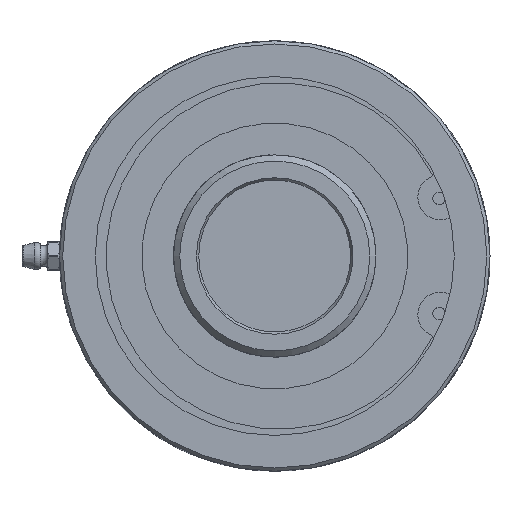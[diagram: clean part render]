
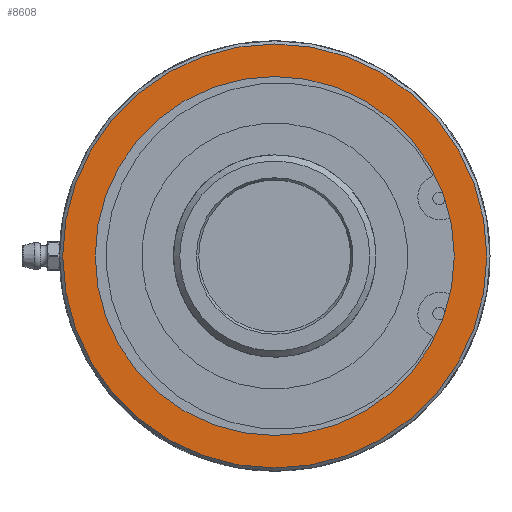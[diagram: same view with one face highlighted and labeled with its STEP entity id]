
A CAD part, left-side view. The second image highlights one B-rep face of the part: STEP entity #8608.
In plain terms, the highlighted planar face has unit normal (-1, 0, 0).
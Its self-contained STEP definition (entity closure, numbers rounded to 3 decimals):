
#395=PLANE('',#9333);
#505=FACE_BOUND('',#1681,.T.);
#1164=FACE_OUTER_BOUND('',#1680,.T.);
#1680=EDGE_LOOP('',(#6444));
#1681=EDGE_LOOP('',(#6445,#6446));
#2260=CIRCLE('',#9312,45.035);
#2261=CIRCLE('',#9313,45.035);
#2273=CIRCLE('',#9334,53.2);
#3696=VERTEX_POINT('',#17561);
#3697=VERTEX_POINT('',#17563);
#3708=VERTEX_POINT('',#17767);
#4716=EDGE_CURVE('',#3697,#3696,#2260,.T.);
#4717=EDGE_CURVE('',#3696,#3697,#2261,.T.);
#4737=EDGE_CURVE('',#3708,#3708,#2273,.T.);
#6444=ORIENTED_EDGE('',*,*,#4737,.F.);
#6445=ORIENTED_EDGE('',*,*,#4716,.T.);
#6446=ORIENTED_EDGE('',*,*,#4717,.T.);
#8608=ADVANCED_FACE('',(#1164,#505),#395,.F.);
#9312=AXIS2_PLACEMENT_3D('',#17564,#10398,#10399);
#9313=AXIS2_PLACEMENT_3D('',#17565,#10400,#10401);
#9333=AXIS2_PLACEMENT_3D('',#17766,#10444,#10445);
#9334=AXIS2_PLACEMENT_3D('',#17768,#10446,#10447);
#10398=DIRECTION('center_axis',(1.,0.,0.));
#10399=DIRECTION('ref_axis',(0.,1.,0.));
#10400=DIRECTION('center_axis',(1.,0.,0.));
#10401=DIRECTION('ref_axis',(0.,1.,0.));
#10444=DIRECTION('center_axis',(1.,0.,0.));
#10445=DIRECTION('ref_axis',(0.,0.,-1.));
#10446=DIRECTION('center_axis',(1.,0.,0.));
#10447=DIRECTION('ref_axis',(0.,-1.,0.));
#17561=CARTESIAN_POINT('',(2.,-45.035,0.));
#17563=CARTESIAN_POINT('',(2.,45.035,0.));
#17564=CARTESIAN_POINT('Origin',(2.,0.,0.));
#17565=CARTESIAN_POINT('Origin',(2.,0.,0.));
#17766=CARTESIAN_POINT('Origin',(2.,27.,0.));
#17767=CARTESIAN_POINT('',(2.,53.2,0.));
#17768=CARTESIAN_POINT('Origin',(2.,0.,0.));
